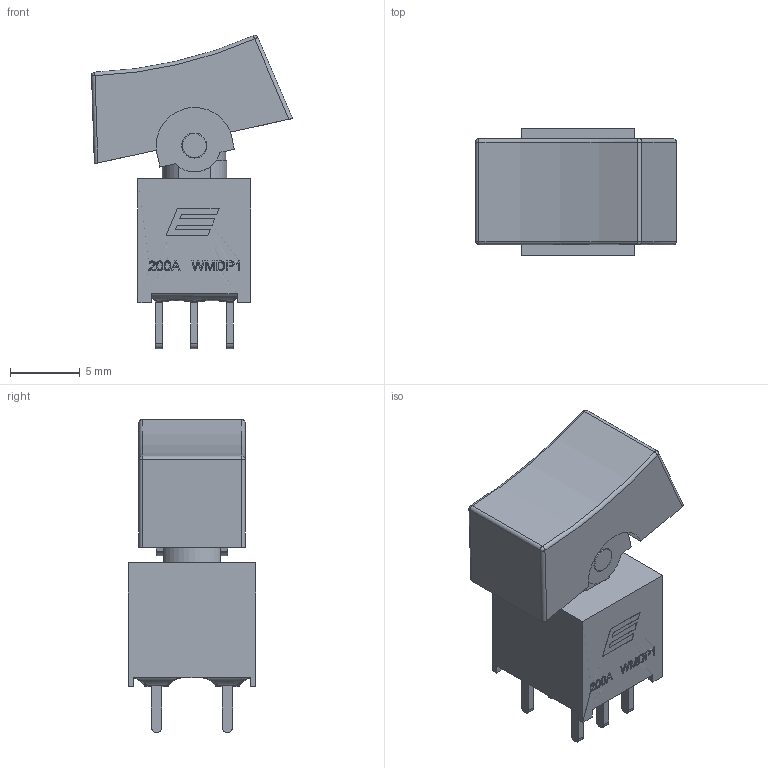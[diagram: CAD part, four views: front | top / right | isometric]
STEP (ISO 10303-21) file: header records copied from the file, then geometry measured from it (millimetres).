
FILE_DESCRIPTION((' '),'2;1');
FILE_NAME('400AWMDPxR1M2xE.stp','2017-08-01T08:32:29',(' '),(' '),' ','ACIS',' ');
FILE_SCHEMA(('CONFIG_CONTROL_DESIGN'));
Length unit declared in the file: inch
Products named in the file (1): 400AWMDPxR1M2xE.stp
Bounding box: 14.43 x 9.14 x 22.5 mm (x, y, z)
Volume: 1028 mm3; surface area: 1231.8 mm2
Topology: 1 solids, 1 shells, 297 faces, 750 edges, 470 vertices
Faces by surface type: plane 183, bspline 71, cylinder 35, sphere 4, torus 4
Full cylindrical faces by diameter (mm): 3.5 x1
Entity records: 9908 total; most frequent: CARTESIAN_POINT 3146, ORIENTED_EDGE 1486, DIRECTION 1163, EDGE_CURVE 743, VERTEX_POINT 468, VECTOR 465, LINE 465, AXIS2_PLACEMENT_3D 349
